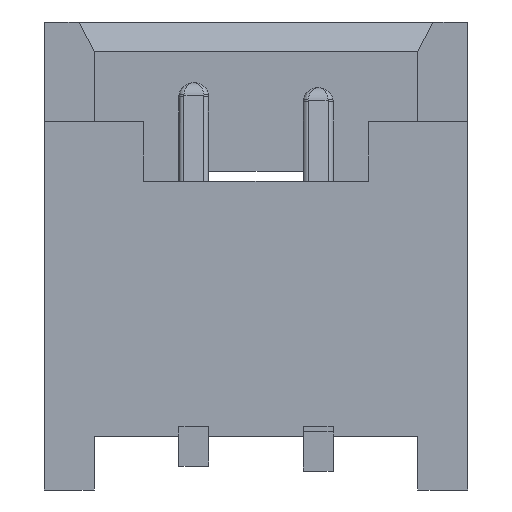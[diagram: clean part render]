
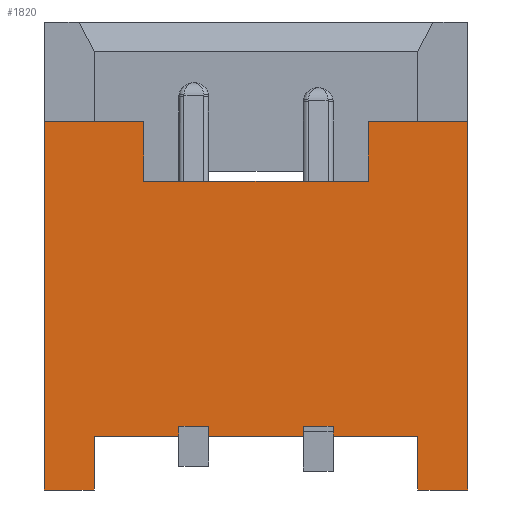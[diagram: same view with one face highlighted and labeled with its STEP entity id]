
A CAD part, front view. The second image highlights one B-rep face of the part: STEP entity #1820.
In plain terms, the highlighted planar face has unit normal (0, -1, 0).
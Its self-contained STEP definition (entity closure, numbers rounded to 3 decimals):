
#102=ORIENTED_EDGE('',*,*,#636,.T.);
#103=ORIENTED_EDGE('',*,*,#637,.T.);
#104=ORIENTED_EDGE('',*,*,#638,.T.);
#105=ORIENTED_EDGE('',*,*,#639,.F.);
#106=ORIENTED_EDGE('',*,*,#640,.F.);
#107=ORIENTED_EDGE('',*,*,#641,.F.);
#108=ORIENTED_EDGE('',*,*,#642,.F.);
#109=ORIENTED_EDGE('',*,*,#643,.T.);
#110=ORIENTED_EDGE('',*,*,#644,.T.);
#111=ORIENTED_EDGE('',*,*,#645,.T.);
#112=ORIENTED_EDGE('',*,*,#630,.F.);
#113=ORIENTED_EDGE('',*,*,#646,.T.);
#114=ORIENTED_EDGE('',*,*,#647,.T.);
#115=ORIENTED_EDGE('',*,*,#648,.T.);
#116=ORIENTED_EDGE('',*,*,#632,.F.);
#117=ORIENTED_EDGE('',*,*,#649,.T.);
#118=ORIENTED_EDGE('',*,*,#650,.F.);
#119=ORIENTED_EDGE('',*,*,#651,.T.);
#120=ORIENTED_EDGE('',*,*,#652,.T.);
#121=ORIENTED_EDGE('',*,*,#653,.T.);
#630=EDGE_CURVE('',#897,#898,#1067,.T.);
#632=EDGE_CURVE('',#899,#900,#1069,.T.);
#636=EDGE_CURVE('',#903,#904,#1073,.T.);
#637=EDGE_CURVE('',#904,#905,#1074,.T.);
#638=EDGE_CURVE('',#905,#906,#1075,.T.);
#639=EDGE_CURVE('',#907,#906,#1076,.T.);
#640=EDGE_CURVE('',#908,#907,#1077,.T.);
#641=EDGE_CURVE('',#909,#908,#1078,.T.);
#642=EDGE_CURVE('',#910,#909,#1079,.T.);
#643=EDGE_CURVE('',#910,#911,#1080,.T.);
#644=EDGE_CURVE('',#911,#912,#1081,.T.);
#645=EDGE_CURVE('',#912,#898,#1082,.T.);
#646=EDGE_CURVE('',#897,#913,#1083,.T.);
#647=EDGE_CURVE('',#913,#914,#1084,.T.);
#648=EDGE_CURVE('',#914,#900,#1085,.T.);
#649=EDGE_CURVE('',#899,#915,#1086,.T.);
#650=EDGE_CURVE('',#916,#915,#1087,.T.);
#651=EDGE_CURVE('',#916,#917,#1088,.T.);
#652=EDGE_CURVE('',#917,#918,#1089,.T.);
#653=EDGE_CURVE('',#918,#903,#1090,.T.);
#897=VERTEX_POINT('',#2589);
#898=VERTEX_POINT('',#2591);
#899=VERTEX_POINT('',#2595);
#900=VERTEX_POINT('',#2596);
#903=VERTEX_POINT('',#2604);
#904=VERTEX_POINT('',#2605);
#905=VERTEX_POINT('',#2607);
#906=VERTEX_POINT('',#2609);
#907=VERTEX_POINT('',#2611);
#908=VERTEX_POINT('',#2613);
#909=VERTEX_POINT('',#2615);
#910=VERTEX_POINT('',#2617);
#911=VERTEX_POINT('',#2619);
#912=VERTEX_POINT('',#2621);
#913=VERTEX_POINT('',#2624);
#914=VERTEX_POINT('',#2626);
#915=VERTEX_POINT('',#2629);
#916=VERTEX_POINT('',#2631);
#917=VERTEX_POINT('',#2633);
#918=VERTEX_POINT('',#2635);
#1067=LINE('',#2590,#1306);
#1069=LINE('',#2594,#1308);
#1073=LINE('',#2603,#1312);
#1074=LINE('',#2606,#1313);
#1075=LINE('',#2608,#1314);
#1076=LINE('',#2610,#1315);
#1077=LINE('',#2612,#1316);
#1078=LINE('',#2614,#1317);
#1079=LINE('',#2616,#1318);
#1080=LINE('',#2618,#1319);
#1081=LINE('',#2620,#1320);
#1082=LINE('',#2622,#1321);
#1083=LINE('',#2623,#1322);
#1084=LINE('',#2625,#1323);
#1085=LINE('',#2627,#1324);
#1086=LINE('',#2628,#1325);
#1087=LINE('',#2630,#1326);
#1088=LINE('',#2632,#1327);
#1089=LINE('',#2634,#1328);
#1090=LINE('',#2636,#1329);
#1306=VECTOR('',#2090,1000.);
#1308=VECTOR('',#2094,1000.);
#1312=VECTOR('',#2100,1000.);
#1313=VECTOR('',#2101,1000.);
#1314=VECTOR('',#2102,1000.);
#1315=VECTOR('',#2103,1000.);
#1316=VECTOR('',#2104,1000.);
#1317=VECTOR('',#2105,1000.);
#1318=VECTOR('',#2106,1000.);
#1319=VECTOR('',#2107,1000.);
#1320=VECTOR('',#2108,1000.);
#1321=VECTOR('',#2109,1000.);
#1322=VECTOR('',#2110,1000.);
#1323=VECTOR('',#2111,1000.);
#1324=VECTOR('',#2112,1000.);
#1325=VECTOR('',#2113,1000.);
#1326=VECTOR('',#2114,1000.);
#1327=VECTOR('',#2115,1000.);
#1328=VECTOR('',#2116,1000.);
#1329=VECTOR('',#2117,1000.);
#1533=EDGE_LOOP('',(#102,#103,#104,#105,#106,#107,#108,#109,#110,#111,#112,
#113,#114,#115,#116,#117,#118,#119,#120,#121));
#1636=FACE_BOUND('',#1533,.T.);
#1737=PLANE('',#1946);
#1820=ADVANCED_FACE('',(#1636),#1737,.T.);
#1946=AXIS2_PLACEMENT_3D('',#2602,#2098,#2099);
#2090=DIRECTION('',(-1.,0.,0.));
#2094=DIRECTION('',(-1.,0.,0.));
#2098=DIRECTION('',(0.,-1.,0.));
#2099=DIRECTION('',(0.,0.,-1.));
#2100=DIRECTION('',(-1.,0.,0.));
#2101=DIRECTION('',(0.,0.,1.));
#2102=DIRECTION('',(-1.,0.,0.));
#2103=DIRECTION('',(0.,0.,1.));
#2104=DIRECTION('',(-1.,0.,0.));
#2105=DIRECTION('',(0.,0.,-1.));
#2106=DIRECTION('',(-1.,0.,0.));
#2107=DIRECTION('',(0.,0.,1.));
#2108=DIRECTION('',(1.,0.,0.));
#2109=DIRECTION('',(0.,0.,-1.));
#2110=DIRECTION('',(0.,0.,1.));
#2111=DIRECTION('',(1.,0.,0.));
#2112=DIRECTION('',(0.,0.,-1.));
#2113=DIRECTION('',(0.,0.,-1.));
#2114=DIRECTION('',(-1.,0.,0.));
#2115=DIRECTION('',(0.,0.,1.));
#2116=DIRECTION('',(-1.,0.,0.));
#2117=DIRECTION('',(0.,0.,-1.));
#2589=CARTESIAN_POINT('',(0.475,-1.75,-1.81));
#2590=CARTESIAN_POINT('',(1.625,-1.75,-1.81));
#2591=CARTESIAN_POINT('',(-0.475,-1.75,-1.81));
#2594=CARTESIAN_POINT('',(1.625,-1.75,-1.81));
#2595=CARTESIAN_POINT('',(1.625,-1.75,-1.81));
#2596=CARTESIAN_POINT('',(0.775,-1.75,-1.81));
#2602=CARTESIAN_POINT('',(2.125,-1.75,-2.35));
#2603=CARTESIAN_POINT('',(1.125,-1.75,0.75));
#2604=CARTESIAN_POINT('',(1.125,-1.75,0.75));
#2605=CARTESIAN_POINT('',(-1.125,-1.75,0.75));
#2606=CARTESIAN_POINT('',(-1.125,-1.75,0.75));
#2607=CARTESIAN_POINT('',(-1.125,-1.75,1.35));
#2608=CARTESIAN_POINT('',(-1.125,-1.75,1.35));
#2609=CARTESIAN_POINT('',(-2.125,-1.75,1.35));
#2610=CARTESIAN_POINT('',(-2.125,-1.75,-2.35));
#2611=CARTESIAN_POINT('',(-2.125,-1.75,-2.35));
#2612=CARTESIAN_POINT('',(2.125,-1.75,-2.35));
#2613=CARTESIAN_POINT('',(-1.625,-1.75,-2.35));
#2614=CARTESIAN_POINT('',(-1.625,-1.75,-1.81));
#2615=CARTESIAN_POINT('',(-1.625,-1.75,-1.81));
#2616=CARTESIAN_POINT('',(1.625,-1.75,-1.81));
#2617=CARTESIAN_POINT('',(-0.775,-1.75,-1.81));
#2618=CARTESIAN_POINT('',(-0.775,-1.75,-1.81));
#2619=CARTESIAN_POINT('',(-0.775,-1.75,-1.71));
#2620=CARTESIAN_POINT('',(-0.775,-1.75,-1.71));
#2621=CARTESIAN_POINT('',(-0.475,-1.75,-1.71));
#2622=CARTESIAN_POINT('',(-0.475,-1.75,-1.71));
#2623=CARTESIAN_POINT('',(0.475,-1.75,-1.81));
#2624=CARTESIAN_POINT('',(0.475,-1.75,-1.71));
#2625=CARTESIAN_POINT('',(0.475,-1.75,-1.71));
#2626=CARTESIAN_POINT('',(0.775,-1.75,-1.71));
#2627=CARTESIAN_POINT('',(0.775,-1.75,-1.71));
#2628=CARTESIAN_POINT('',(1.625,-1.75,-1.81));
#2629=CARTESIAN_POINT('',(1.625,-1.75,-2.35));
#2630=CARTESIAN_POINT('',(2.125,-1.75,-2.35));
#2631=CARTESIAN_POINT('',(2.125,-1.75,-2.35));
#2632=CARTESIAN_POINT('',(2.125,-1.75,-2.35));
#2633=CARTESIAN_POINT('',(2.125,-1.75,1.35));
#2634=CARTESIAN_POINT('',(2.125,-1.75,1.35));
#2635=CARTESIAN_POINT('',(1.125,-1.75,1.35));
#2636=CARTESIAN_POINT('',(1.125,-1.75,1.35));
